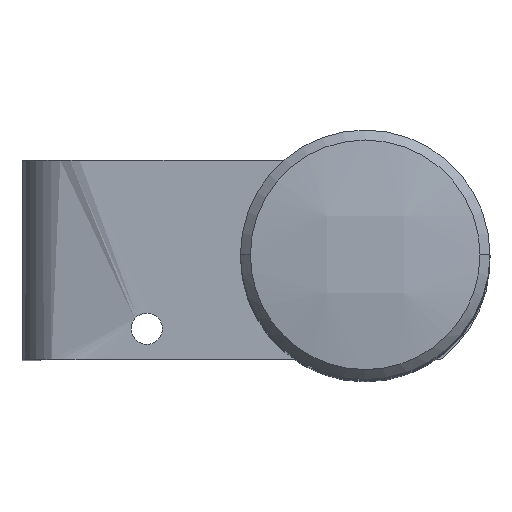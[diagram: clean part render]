
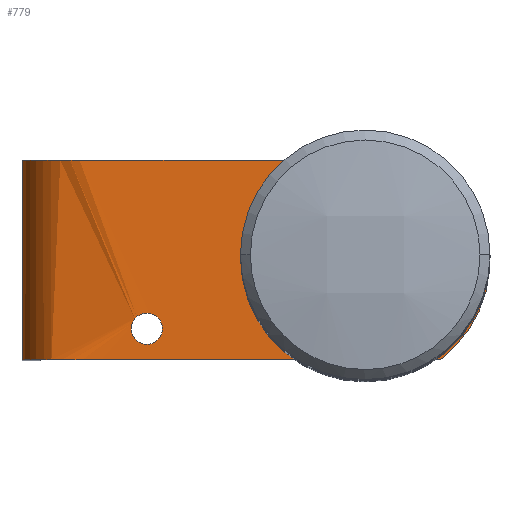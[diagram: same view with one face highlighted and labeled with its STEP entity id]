
A CAD part, top view. The second image highlights one B-rep face of the part: STEP entity #779.
In plain terms, the highlighted free-form (B-spline) face has degree [1, 2] with [2, 9] control points.
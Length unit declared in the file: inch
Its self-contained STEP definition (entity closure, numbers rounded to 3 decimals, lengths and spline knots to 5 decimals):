
#304 = CARTESIAN_POINT ( 'NONE',  ( 0., 0.62992, 1.9685 ) ) ;
#336 = CARTESIAN_POINT ( 'NONE',  ( 0.68898, -0.43307, 1.9685 ) ) ;
#436 = ORIENTED_EDGE ( 'NONE', *, *, #8154, .F. ) ;
#440 = CARTESIAN_POINT ( 'NONE',  ( 0.43307, -0.62992, 1.9685 ) ) ;
#510 = CARTESIAN_POINT ( 'NONE',  ( 0., 0.62992, 1.53543 ) ) ;
#757 = EDGE_CURVE ( 'NONE', #8271, #5543, #7981, .T. ) ;
#779 = ADVANCED_FACE ( 'NONE', ( #5339, #861, #4190 ), #1564, .T. ) ;
#808 = EDGE_CURVE ( 'NONE', #910, #8394, #7261, .T. ) ;
#814 = CIRCLE ( 'NONE', #3104, 0.7874 ) ;
#861 = FACE_BOUND ( 'NONE', #6079, .T. ) ;
#910 = VERTEX_POINT ( 'NONE', #5403 ) ;
#976 = CARTESIAN_POINT ( 'NONE',  ( 2.6378, 0.62992, 1.9685 ) ) ;
#1032 = CARTESIAN_POINT ( 'NONE',  ( 1.53543, 0.62992, 1.9685 ) ) ;
#1276 = ORIENTED_EDGE ( 'NONE', *, *, #757, .T. ) ;
#1419 = EDGE_CURVE ( 'NONE', #8394, #2045, #1602, .T. ) ;
#1497 = DIRECTION ( 'NONE',  ( -1., 0., 0. ) ) ;
#1558 = DIRECTION ( 'NONE',  ( -1., 0., 0. ) ) ;
#1564 =( BOUNDED_SURFACE ( )  B_SPLINE_SURFACE ( 1, 2, ( 
 ( #3605, #304, #4963, #1032, #976, #5649, #7685, #5684, #4410 ),
 ( #3324, #7792, #1834, #3114, #3791, #5838, #4651, #2436, #7150 ) ),
 .UNSPECIFIED., .F., .F., .F. ) 
 B_SPLINE_SURFACE_WITH_KNOTS ( ( 2, 2 ),
 ( 3, 2, 2, 2, 3 ),
 ( 0., 32. ),
 ( -17.27876, 0., 56., 64., 64.81279 ),
 .UNSPECIFIED. ) 
 GEOMETRIC_REPRESENTATION_ITEM ( )  RATIONAL_B_SPLINE_SURFACE ( (
 ( 1., 0.707, 1., 1., 1., 1., 1., 1., 1.),
 ( 1., 0.707, 1., 1., 1., 1., 1., 1., 1.) ) ) 
 REPRESENTATION_ITEM ( '' )  SURFACE ( )  );
#1602 = LINE ( 'NONE', #510, #6767 ) ;
#1671 = EDGE_LOOP ( 'NONE', ( #4466, #1276 ) ) ;
#1834 = CARTESIAN_POINT ( 'NONE',  ( 0.43307, -0.62992, 1.9685 ) ) ;
#1848 = DIRECTION ( 'NONE',  ( -1., 0., 0. ) ) ;
#1893 = CARTESIAN_POINT ( 'NONE',  ( 0., 0.62992, 1.9685 ) ) ;
#2007 = CARTESIAN_POINT ( 'NONE',  ( 1.53543, 0.62992, 1.9685 ) ) ;
#2045 = VERTEX_POINT ( 'NONE', #7002 ) ;
#2061 = CARTESIAN_POINT ( 'NONE',  ( 2.60827, 0., 1.9685 ) ) ;
#2146 = CARTESIAN_POINT ( 'NONE',  ( 0.7874, -0.43307, 1.9685 ) ) ;
#2344 = DIRECTION ( 'NONE',  ( -1., 0., 0. ) ) ;
#2436 = CARTESIAN_POINT ( 'NONE',  ( 2.96876, -0.62992, 1.9685 ) ) ;
#2573 = CARTESIAN_POINT ( 'NONE',  ( 2.16535, 0., 1.9685 ) ) ;
#2823 = DIRECTION ( 'NONE',  ( 0., 0., -1. ) ) ;
#2851 = DIRECTION ( 'NONE',  ( -1., 0., 0. ) ) ;
#2856 = CARTESIAN_POINT ( 'NONE',  ( 0., -0.62992, 1.53543 ) ) ;
#2963 = EDGE_CURVE ( 'NONE', #3893, #910, #814, .T. ) ;
#3104 = AXIS2_PLACEMENT_3D ( 'NONE', #4890, #7658, #1558 ) ;
#3114 = CARTESIAN_POINT ( 'NONE',  ( 1.53543, -0.62992, 1.9685 ) ) ;
#3324 = CARTESIAN_POINT ( 'NONE',  ( 0., -0.62992, 1.53543 ) ) ;
#3526 = ORIENTED_EDGE ( 'NONE', *, *, #2963, .F. ) ;
#3605 = CARTESIAN_POINT ( 'NONE',  ( 0., 0.62992, 1.53543 ) ) ;
#3616 = VERTEX_POINT ( 'NONE', #8375 ) ;
#3768 = ORIENTED_EDGE ( 'NONE', *, *, #1419, .F. ) ;
#3791 = CARTESIAN_POINT ( 'NONE',  ( 2.6378, -0.62992, 1.9685 ) ) ;
#3893 = VERTEX_POINT ( 'NONE', #6080 ) ;
#4174 = CARTESIAN_POINT ( 'NONE',  ( 0.7874, -0.43307, 1.9685 ) ) ;
#4190 = FACE_BOUND ( 'NONE', #1671, .T. ) ;
#4320 = EDGE_CURVE ( 'NONE', #3616, #5915, #7858, .T. ) ;
#4399 = ORIENTED_EDGE ( 'NONE', *, *, #4320, .T. ) ;
#4410 = CARTESIAN_POINT ( 'NONE',  ( 2.98476, 0.62992, 1.9685 ) ) ;
#4435 = CARTESIAN_POINT ( 'NONE',  ( 1.53543, -0.62992, 1.9685 ) ) ;
#4466 = ORIENTED_EDGE ( 'NONE', *, *, #4710, .T. ) ;
#4647 = CARTESIAN_POINT ( 'NONE',  ( 0.43307, 0.62992, 1.9685 ) ) ;
#4651 = CARTESIAN_POINT ( 'NONE',  ( 2.95276, -0.62992, 1.9685 ) ) ;
#4710 = EDGE_CURVE ( 'NONE', #5543, #8271, #6489, .T. ) ;
#4822 = AXIS2_PLACEMENT_3D ( 'NONE', #2573, #7288, #1848 ) ;
#4890 = CARTESIAN_POINT ( 'NONE',  ( 2.16535, 0., 1.9685 ) ) ;
#4936 = ORIENTED_EDGE ( 'NONE', *, *, #808, .F. ) ;
#4963 = CARTESIAN_POINT ( 'NONE',  ( 0.43307, 0.62992, 1.9685 ) ) ;
#5119 = AXIS2_PLACEMENT_3D ( 'NONE', #5746, #8405, #2344 ) ;
#5201 = ORIENTED_EDGE ( 'NONE', *, *, #7436, .T. ) ;
#5336 = AXIS2_PLACEMENT_3D ( 'NONE', #4174, #5473, #1497 ) ;
#5339 = FACE_OUTER_BOUND ( 'NONE', #7674, .T. ) ;
#5403 = CARTESIAN_POINT ( 'NONE',  ( 2.6378, -0.62992, 1.9685 ) ) ;
#5473 = DIRECTION ( 'NONE',  ( 0., 0., -1. ) ) ;
#5543 = VERTEX_POINT ( 'NONE', #8261 ) ;
#5649 = CARTESIAN_POINT ( 'NONE',  ( 2.79528, 0.62992, 1.9685 ) ) ;
#5684 = CARTESIAN_POINT ( 'NONE',  ( 2.96876, 0.62992, 1.9685 ) ) ;
#5746 = CARTESIAN_POINT ( 'NONE',  ( 2.16535, 0., 1.9685 ) ) ;
#5776 = CARTESIAN_POINT ( 'NONE',  ( 0., -0.62992, 1.9685 ) ) ;
#5790 = AXIS2_PLACEMENT_3D ( 'NONE', #2146, #2823, #2851 ) ;
#5838 = CARTESIAN_POINT ( 'NONE',  ( 2.79528, -0.62992, 1.9685 ) ) ;
#5871 = CARTESIAN_POINT ( 'NONE',  ( 0., -0.62992, 1.53543 ) ) ;
#5915 = VERTEX_POINT ( 'NONE', #336 ) ;
#6079 = EDGE_LOOP ( 'NONE', ( #5201, #4399 ) ) ;
#6080 = CARTESIAN_POINT ( 'NONE',  ( 2.6378, 0.62992, 1.9685 ) ) ;
#6160 =( BOUNDED_CURVE ( )  B_SPLINE_CURVE ( 2, ( #7945, #1893, #4647, #2007, #7394 ),
 .UNSPECIFIED., .F., .F. ) 
 B_SPLINE_CURVE_WITH_KNOTS ( ( 3, 2, 3 ),
 ( 0., 0.01734, 0.07353 ),
 .UNSPECIFIED. ) 
 CURVE ( )  GEOMETRIC_REPRESENTATION_ITEM ( )  RATIONAL_B_SPLINE_CURVE ( ( 1., 0.707, 1., 1., 1. ) ) 
 REPRESENTATION_ITEM ( '' )  );
#6489 = CIRCLE ( 'NONE', #4822, 0.44291 ) ;
#6767 = VECTOR ( 'NONE', #7313, 39.37008 ) ;
#6803 = CIRCLE ( 'NONE', #5336, 0.09843 ) ;
#7002 = CARTESIAN_POINT ( 'NONE',  ( 0., 0.62992, 1.53543 ) ) ;
#7150 = CARTESIAN_POINT ( 'NONE',  ( 2.98476, -0.62992, 1.9685 ) ) ;
#7261 =( BOUNDED_CURVE ( )  B_SPLINE_CURVE ( 2, ( #7820, #4435, #440, #5776, #5871 ),
 .UNSPECIFIED., .F., .F. ) 
 B_SPLINE_CURVE_WITH_KNOTS ( ( 3, 2, 3 ),
 ( 0., 0.05581, 0.07303 ),
 .UNSPECIFIED. ) 
 CURVE ( )  GEOMETRIC_REPRESENTATION_ITEM ( )  RATIONAL_B_SPLINE_CURVE ( ( 1., 1., 1., 0.707, 1. ) ) 
 REPRESENTATION_ITEM ( '' )  );
#7288 = DIRECTION ( 'NONE',  ( 0., 0., -1. ) ) ;
#7313 = DIRECTION ( 'NONE',  ( 0., 1., 0. ) ) ;
#7394 = CARTESIAN_POINT ( 'NONE',  ( 2.6378, 0.62992, 1.9685 ) ) ;
#7436 = EDGE_CURVE ( 'NONE', #5915, #3616, #6803, .T. ) ;
#7658 = DIRECTION ( 'NONE',  ( 0., 0., -1. ) ) ;
#7674 = EDGE_LOOP ( 'NONE', ( #3526, #436, #3768, #4936 ) ) ;
#7685 = CARTESIAN_POINT ( 'NONE',  ( 2.95276, 0.62992, 1.9685 ) ) ;
#7792 = CARTESIAN_POINT ( 'NONE',  ( 0., -0.62992, 1.9685 ) ) ;
#7820 = CARTESIAN_POINT ( 'NONE',  ( 2.6378, -0.62992, 1.9685 ) ) ;
#7858 = CIRCLE ( 'NONE', #5790, 0.09843 ) ;
#7945 = CARTESIAN_POINT ( 'NONE',  ( 0., 0.62992, 1.53543 ) ) ;
#7981 = CIRCLE ( 'NONE', #5119, 0.44291 ) ;
#8154 = EDGE_CURVE ( 'NONE', #2045, #3893, #6160, .T. ) ;
#8261 = CARTESIAN_POINT ( 'NONE',  ( 1.72244, 0., 1.9685 ) ) ;
#8271 = VERTEX_POINT ( 'NONE', #2061 ) ;
#8375 = CARTESIAN_POINT ( 'NONE',  ( 0.88583, -0.43307, 1.9685 ) ) ;
#8394 = VERTEX_POINT ( 'NONE', #2856 ) ;
#8405 = DIRECTION ( 'NONE',  ( 0., 0., -1. ) ) ;
